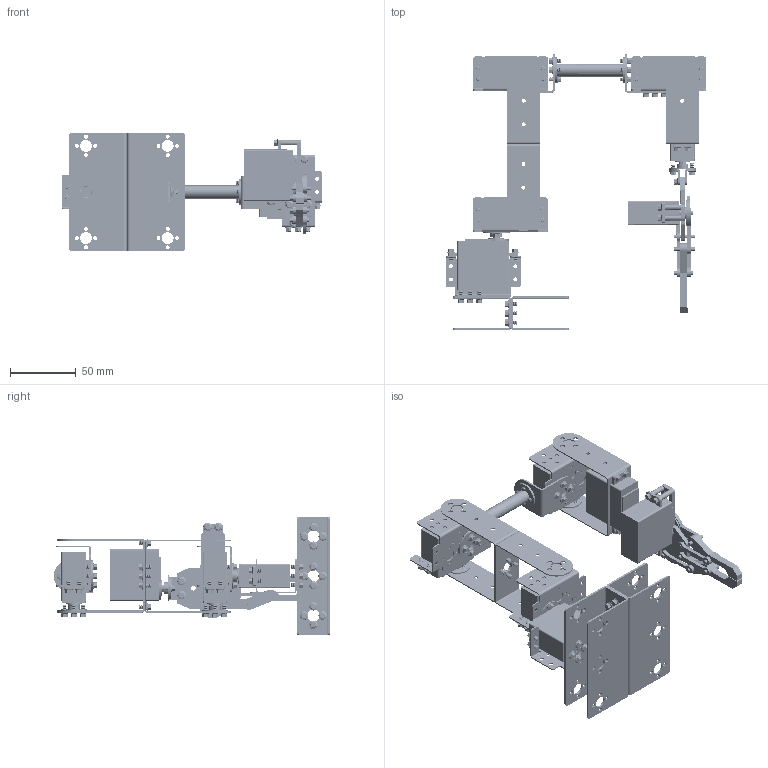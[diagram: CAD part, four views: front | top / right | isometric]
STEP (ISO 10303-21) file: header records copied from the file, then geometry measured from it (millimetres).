
FILE_DESCRIPTION (( 'STEP AP214' ), '1' );
FILE_NAME ('Assembly full.STEP', '2023-08-26T08:43:14', ( '' ), ( '' ), 'SwSTEP 2.0', 'SolidWorks 2021', '' );
FILE_SCHEMA (( 'AUTOMOTIVE_DESIGN' ));
Length unit declared in the file: millimetre
Products named in the file (18): pin1; grip41; flanfe plate; L flange; coupler; grip3_Predeterminado; bending arm plate 2; hex flange machine screw_am_B18.6.7M - M3 x 0.5 x 5 Indented HFMS --5S; grip3;_Predeterminado; grip11; servo motor 2; grip51; hex flange machine screw_am_B18.6.7M - M3 x 0.5 x 6 Indented HFMS --6S; cylindrical arm; base plate; Gear 21; bending arm plate; Assembly full
Assembly tree (122 placements, depth 2):
  Assembly full
    base plate  x2
    flanfe plate  x4
    servo motor 2  x6
    coupler  x6
    bending arm plate  x2
    L flange  x2
    cylindrical arm
    bending arm plate 2
    grip51  x2
    Gear 21  x2
    grip11  x5
    grip3_Predeterminado
    grip3;_Predeterminado
    grip41  x4
    pin1  x7
    hex flange machine screw_am_B18.6.7M - M3 x 0.5 x 6 Indented HFMS --6S  x56
    hex flange machine screw_am_B18.6.7M - M3 x 0.5 x 5 Indented HFMS --5S  x20
Bounding box: 197.87 x 209.73 x 90 mm (x, y, z)
Volume: 250481.6 mm3; surface area: 175135.7 mm2
Topology: 128 solids, 128 shells, 9228 faces, 23494 edges, 14698 vertices
Faces by surface type: cone 3944, cylinder 3150, plane 1510, bspline 472, torus 152
Entity records: 33203 total; most frequent: CARTESIAN_POINT 6398, DIRECTION 5767, ORIENTED_EDGE 5066, EDGE_CURVE 2533, AXIS2_PLACEMENT_3D 2291, VERTEX_POINT 1630, EDGE_LOOP 1295, CIRCLE 1252
